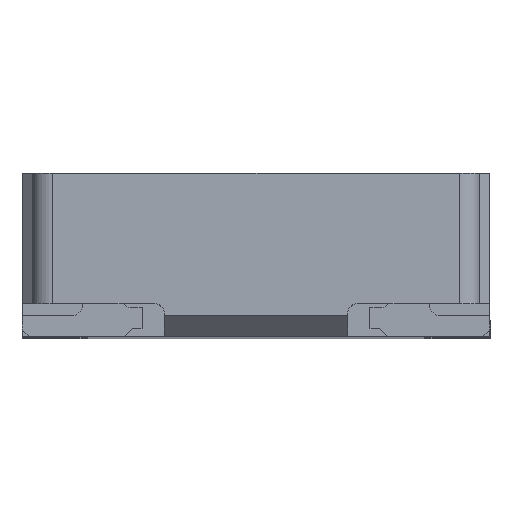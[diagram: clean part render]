
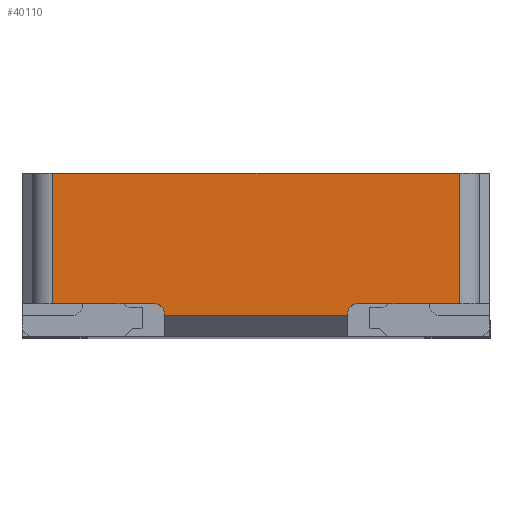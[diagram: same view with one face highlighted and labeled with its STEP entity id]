
A CAD part, top view. The second image highlights one B-rep face of the part: STEP entity #40110.
In plain terms, the highlighted planar face has unit normal (0, 0, 1).
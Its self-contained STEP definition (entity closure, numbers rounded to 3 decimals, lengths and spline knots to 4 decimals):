
#28360=CARTESIAN_POINT('',(21.6638,-1.2553,
4.85));
#28370=VERTEX_POINT('',#28360);
#28400=CARTESIAN_POINT('',(21.6638,-0.9016,
4.85));
#28410=DIRECTION('',(0.,1.,0.));
#28420=VECTOR('',#28410,1.);
#28430=LINE('',#28400,#28420);
#28440=CARTESIAN_POINT('',(21.6638,-1.2453,
4.85));
#28450=VERTEX_POINT('',#28440);
#28460=EDGE_CURVE('',#28370,#28450,#28430,.T.);
#28940=CARTESIAN_POINT('',(21.7138,-1.2453,
4.85));
#28950=DIRECTION('',(0.,0.,1.));
#28960=DIRECTION('',(0.,-1.,0.));
#28970=AXIS2_PLACEMENT_3D('',#28940,#28950,#28960);
#28980=CIRCLE('',#28970,0.05);
#28990=CARTESIAN_POINT('',(21.7138,-1.1953,
4.85));
#29000=VERTEX_POINT('',#28990);
#29010=EDGE_CURVE('',#29000,#28450,#28980,.T.);
#39390=CARTESIAN_POINT('',(21.8138,-0.8753,
4.85));
#39400=DIRECTION('',(0.,0.,1.));
#39410=DIRECTION('',(0.,-1.,0.));
#39420=AXIS2_PLACEMENT_3D('',#39390,#39400,#39410);
#39430=PLANE('',#39420);
#39440=CARTESIAN_POINT('',(22.2138,-0.9016,
4.85));
#39450=DIRECTION('',(0.,1.,0.));
#39460=VECTOR('',#39450,1.);
#39470=LINE('',#39440,#39460);
#39480=CARTESIAN_POINT('',(22.2138,-1.1953,
4.85));
#39490=VERTEX_POINT('',#39480);
#39500=CARTESIAN_POINT('',(22.2138,-0.5553,
4.85));
#39510=VERTEX_POINT('',#39500);
#39520=EDGE_CURVE('',#39490,#39510,#39470,.T.);
#39530=ORIENTED_EDGE('',*,*,#39520,.T.);
#39540=CARTESIAN_POINT('',(21.1271,-1.1953,
4.85));
#39550=DIRECTION('',(1.,0.,0.));
#39560=VECTOR('',#39550,1.);
#39570=LINE('',#39540,#39560);
#39580=EDGE_CURVE('',#29000,#39490,#39570,.T.);
#39590=ORIENTED_EDGE('',*,*,#39580,.T.);
#39600=ORIENTED_EDGE('',*,*,#29010,.F.);
#39610=ORIENTED_EDGE('',*,*,#28460,.T.);
#39620=CARTESIAN_POINT('',(21.3004,-1.2553,
4.85));
#39630=DIRECTION('',(-1.,0.,0.));
#39640=VECTOR('',#39630,1.);
#39650=LINE('',#39620,#39640);
#39660=CARTESIAN_POINT('',(20.7638,-1.2553,
4.85));
#39670=VERTEX_POINT('',#39660);
#39680=EDGE_CURVE('',#28370,#39670,#39650,.T.);
#39690=ORIENTED_EDGE('',*,*,#39680,.F.);
#39700=CARTESIAN_POINT('',(20.7638,-0.9016,
4.85));
#39710=DIRECTION('',(0.,1.,0.));
#39720=VECTOR('',#39710,1.);
#39730=LINE('',#39700,#39720);
#39740=CARTESIAN_POINT('',(20.7638,-1.2453,
4.85));
#39750=VERTEX_POINT('',#39740);
#39760=EDGE_CURVE('',#39670,#39750,#39730,.T.);
#39770=ORIENTED_EDGE('',*,*,#39760,.F.);
#39780=CARTESIAN_POINT('',(20.7138,-1.2453,
4.85));
#39790=DIRECTION('',(0.,0.,-1.));
#39800=DIRECTION('',(0.,1.,0.));
#39810=AXIS2_PLACEMENT_3D('',#39780,#39790,#39800);
#39820=CIRCLE('',#39810,0.05);
#39830=CARTESIAN_POINT('',(20.7138,-1.1953,
4.85));
#39840=VERTEX_POINT('',#39830);
#39850=EDGE_CURVE('',#39840,#39750,#39820,.T.);
#39860=ORIENTED_EDGE('',*,*,#39850,.T.);
#39870=CARTESIAN_POINT('',(21.3004,-1.1953,
4.85));
#39880=DIRECTION('',(-1.,0.,0.));
#39890=VECTOR('',#39880,1.);
#39900=LINE('',#39870,#39890);
#39910=CARTESIAN_POINT('',(20.2138,-1.1953,
4.85));
#39920=VERTEX_POINT('',#39910);
#39930=EDGE_CURVE('',#39840,#39920,#39900,.T.);
#39940=ORIENTED_EDGE('',*,*,#39930,.F.);
#39950=CARTESIAN_POINT('',(20.2138,-0.9016,
4.85));
#39960=DIRECTION('',(0.,1.,0.));
#39970=VECTOR('',#39960,1.);
#39980=LINE('',#39950,#39970);
#39990=CARTESIAN_POINT('',(20.2138,-0.5553,
4.85));
#40000=VERTEX_POINT('',#39990);
#40010=EDGE_CURVE('',#39920,#40000,#39980,.T.);
#40020=ORIENTED_EDGE('',*,*,#40010,.F.);
#40030=CARTESIAN_POINT('',(21.1271,-0.5553,
4.85));
#40040=DIRECTION('',(-1.,0.,0.));
#40050=VECTOR('',#40040,1.);
#40060=LINE('',#40030,#40050);
#40070=EDGE_CURVE('',#39510,#40000,#40060,.T.);
#40080=ORIENTED_EDGE('',*,*,#40070,.T.);
#40090=EDGE_LOOP('',(#40080,#40020,#39940,#39860,#39770,#39690,#39610,
#39600,#39590,#39530));
#40100=FACE_OUTER_BOUND('',#40090,.T.);
#40110=ADVANCED_FACE('',(#40100),#39430,.T.);
